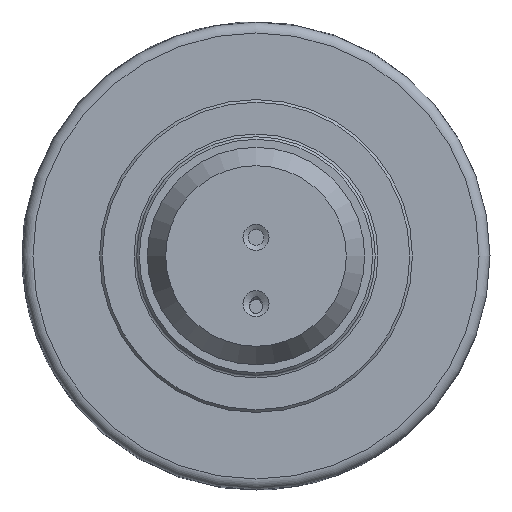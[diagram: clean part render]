
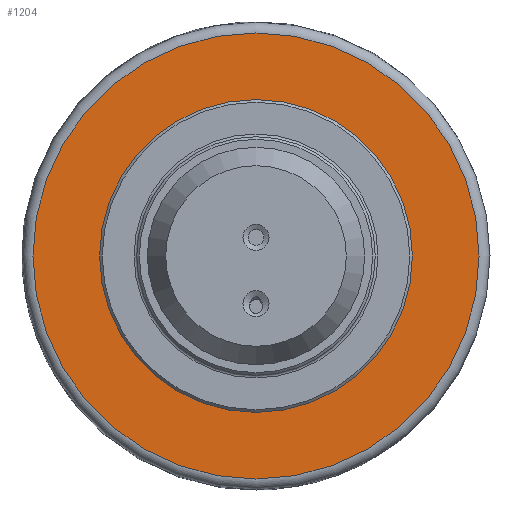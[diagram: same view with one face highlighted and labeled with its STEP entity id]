
A CAD part, left-side view. The second image highlights one B-rep face of the part: STEP entity #1204.
In plain terms, the highlighted planar face has unit normal (-1, 0, 0).
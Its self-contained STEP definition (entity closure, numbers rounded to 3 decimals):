
#57=FACE_BOUND('',#259,.T.);
#86=CIRCLE('',#1310,27.65);
#89=CIRCLE('',#1314,42.079);
#90=CIRCLE('',#1315,42.079);
#184=FACE_OUTER_BOUND('',#258,.T.);
#258=EDGE_LOOP('',(#910,#911));
#259=EDGE_LOOP('',(#912));
#537=VERTEX_POINT('',#1985);
#540=VERTEX_POINT('',#1993);
#541=VERTEX_POINT('',#1994);
#683=EDGE_CURVE('',#537,#537,#86,.T.);
#687=EDGE_CURVE('',#540,#541,#89,.T.);
#688=EDGE_CURVE('',#541,#540,#90,.T.);
#910=ORIENTED_EDGE('',*,*,#687,.F.);
#911=ORIENTED_EDGE('',*,*,#688,.F.);
#912=ORIENTED_EDGE('',*,*,#683,.T.);
#1163=PLANE('',#1313);
#1204=ADVANCED_FACE('',(#184,#57),#1163,.T.);
#1310=AXIS2_PLACEMENT_3D('',#1986,#1569,#1570);
#1313=AXIS2_PLACEMENT_3D('',#1992,#1576,#1577);
#1314=AXIS2_PLACEMENT_3D('',#1995,#1578,#1579);
#1315=AXIS2_PLACEMENT_3D('',#1996,#1580,#1581);
#1569=DIRECTION('center_axis',(1.,0.,0.));
#1570=DIRECTION('ref_axis',(0.,0.5,-0.866));
#1576=DIRECTION('center_axis',(-1.,0.,0.));
#1577=DIRECTION('ref_axis',(0.,-0.866,-0.5));
#1578=DIRECTION('center_axis',(1.,0.,0.));
#1579=DIRECTION('ref_axis',(0.,0.5,-0.866));
#1580=DIRECTION('center_axis',(1.,0.,0.));
#1581=DIRECTION('ref_axis',(0.,0.5,-0.866));
#1985=CARTESIAN_POINT('',(23.2,-13.825,23.946));
#1986=CARTESIAN_POINT('Origin',(23.2,0.,0.));
#1992=CARTESIAN_POINT('Origin',(23.2,-19.135,33.142));
#1993=CARTESIAN_POINT('',(23.2,-21.039,36.441));
#1994=CARTESIAN_POINT('',(23.2,-36.441,-21.039));
#1995=CARTESIAN_POINT('Origin',(23.2,0.,0.));
#1996=CARTESIAN_POINT('Origin',(23.2,0.,0.));
